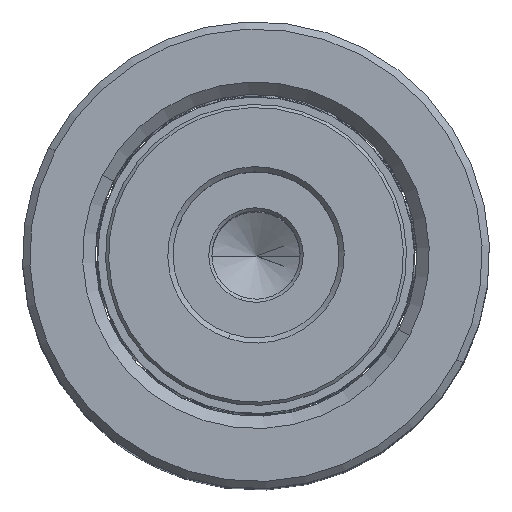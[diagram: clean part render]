
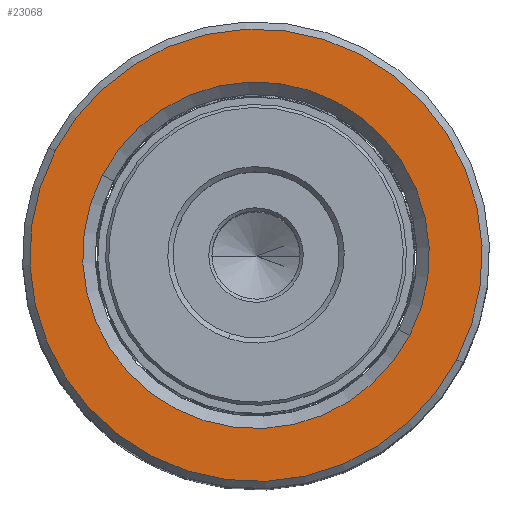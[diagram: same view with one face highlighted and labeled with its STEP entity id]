
A CAD part, top view. The second image highlights one B-rep face of the part: STEP entity #23068.
In plain terms, the highlighted planar face has unit normal (0, 0, 1).
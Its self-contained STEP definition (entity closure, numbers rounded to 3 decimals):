
#119 = CIRCLE ( 'NONE', #20936, 16.7 ) ;
#592 = AXIS2_PLACEMENT_3D ( 'NONE', #23613, #32722, #39150 ) ;
#801 = ORIENTED_EDGE ( 'NONE', *, *, #27860, .T. ) ;
#1032 = ORIENTED_EDGE ( 'NONE', *, *, #33041, .T. ) ;
#1075 = EDGE_LOOP ( 'NONE', ( #5417, #5792 ) ) ;
#5417 = ORIENTED_EDGE ( 'NONE', *, *, #26962, .T. ) ;
#5792 = ORIENTED_EDGE ( 'NONE', *, *, #31635, .T. ) ;
#6219 = FACE_BOUND ( 'NONE', #1075, .T. ) ;
#6450 = CIRCLE ( 'NONE', #592, 21.8 ) ;
#7008 = CARTESIAN_POINT ( 'NONE',  ( -21.8, 0., 80. ) ) ;
#9333 = VERTEX_POINT ( 'NONE', #33140 ) ;
#11040 = AXIS2_PLACEMENT_3D ( 'NONE', #28027, #18552, #37709 ) ;
#11579 = DIRECTION ( 'NONE',  ( 0., 0., 1. ) ) ;
#11677 = AXIS2_PLACEMENT_3D ( 'NONE', #30604, #11579, #33793 ) ;
#12022 = DIRECTION ( 'NONE',  ( 0., 0., -1. ) ) ;
#13508 = PLANE ( 'NONE',  #34682 ) ;
#15507 = EDGE_LOOP ( 'NONE', ( #1032, #801 ) ) ;
#16048 = CIRCLE ( 'NONE', #11677, 21.8 ) ;
#18552 = DIRECTION ( 'NONE',  ( 0., 0., -1. ) ) ;
#18728 = CARTESIAN_POINT ( 'NONE',  ( 0., 0., 80. ) ) ;
#18987 = CIRCLE ( 'NONE', #11040, 16.7 ) ;
#20936 = AXIS2_PLACEMENT_3D ( 'NONE', #18728, #12022, #34369 ) ;
#22189 = CARTESIAN_POINT ( 'NONE',  ( 21.8, 0., 80. ) ) ;
#23068 = ADVANCED_FACE ( 'NONE', ( #35045, #6219 ), #13508, .T. ) ;
#23613 = CARTESIAN_POINT ( 'NONE',  ( 0., 0., 80. ) ) ;
#26338 = DIRECTION ( 'NONE',  ( 1., 0., 0. ) ) ;
#26532 = VERTEX_POINT ( 'NONE', #41009 ) ;
#26962 = EDGE_CURVE ( 'NONE', #9333, #26532, #119, .T. ) ;
#27684 = VERTEX_POINT ( 'NONE', #7008 ) ;
#27860 = EDGE_CURVE ( 'NONE', #27998, #27684, #16048, .T. ) ;
#27998 = VERTEX_POINT ( 'NONE', #22189 ) ;
#28027 = CARTESIAN_POINT ( 'NONE',  ( 0., 0., 80. ) ) ;
#30604 = CARTESIAN_POINT ( 'NONE',  ( 0., 0., 80. ) ) ;
#31635 = EDGE_CURVE ( 'NONE', #26532, #9333, #18987, .T. ) ;
#32722 = DIRECTION ( 'NONE',  ( 0., 0., 1. ) ) ;
#33041 = EDGE_CURVE ( 'NONE', #27684, #27998, #6450, .T. ) ;
#33051 = CARTESIAN_POINT ( 'NONE',  ( 0., 0., 80. ) ) ;
#33140 = CARTESIAN_POINT ( 'NONE',  ( 16.7, 0., 80. ) ) ;
#33793 = DIRECTION ( 'NONE',  ( 1., 0., 0. ) ) ;
#34369 = DIRECTION ( 'NONE',  ( 1., 0., 0. ) ) ;
#34682 = AXIS2_PLACEMENT_3D ( 'NONE', #33051, #36140, #26338 ) ;
#35045 = FACE_OUTER_BOUND ( 'NONE', #15507, .T. ) ;
#36140 = DIRECTION ( 'NONE',  ( 0., 0., 1. ) ) ;
#37709 = DIRECTION ( 'NONE',  ( 1., 0., 0. ) ) ;
#39150 = DIRECTION ( 'NONE',  ( 1., 0., 0. ) ) ;
#41009 = CARTESIAN_POINT ( 'NONE',  ( -16.7, 0., 80. ) ) ;
